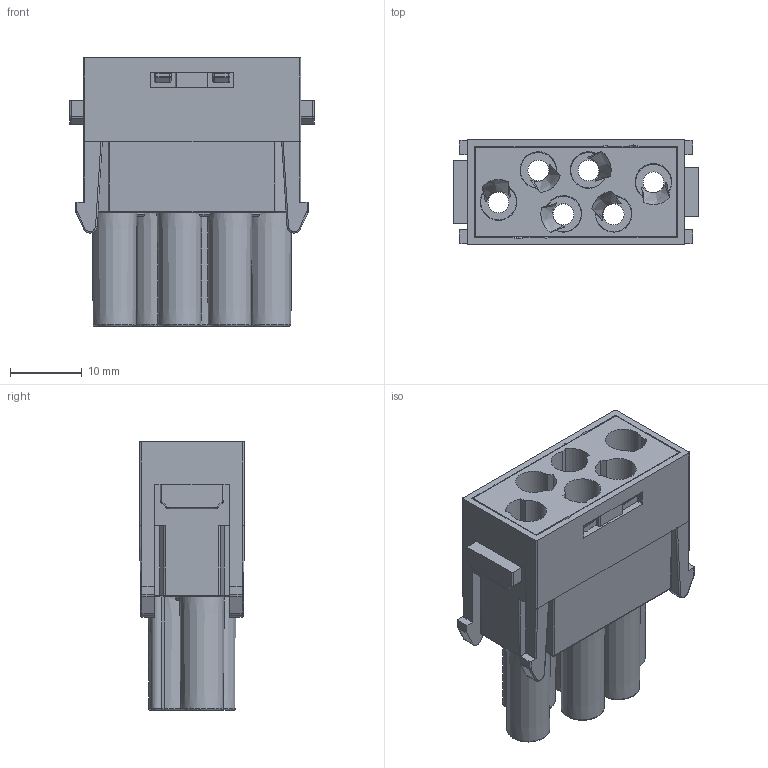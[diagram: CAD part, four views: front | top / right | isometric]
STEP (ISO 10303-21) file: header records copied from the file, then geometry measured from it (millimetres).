
FILE_DESCRIPTION(/* description */ (''),/* implementation_level */ '2;1');
FILE_NAME(/* name */ 'HVME-006-FC.stp',/* time_stamp */ '2023-09-18T16:23:18+08:00',/* author */ (''),/* organization */ (''),/* preprocessor_version */ 'ST-DEVELOPER v16',/* originating_system */ 'SIEMENS PLM Software NX 10.0',/* authorisation */ '');
FILE_SCHEMA (('AUTOMOTIVE_DESIGN { 1 0 10303 214 3 1 1 1 }'));
Length unit declared in the file: millimetre
Products named in the file (1): Admi16F8F3C4yu9f
Bounding box: 34.1 x 14.6 x 37.4 mm (x, y, z)
Volume: 7088.2 mm3; surface area: 11665.8 mm2
Topology: 1 solids, 3 shells, 657 faces, 1792 edges, 1122 vertices
Faces by surface type: plane 251, cylinder 244, bspline 71, torus 40, cone 28, sphere 16, revolution 7
Full cylindrical faces by diameter (mm): 1.75 x2, 2.8 x4, 2.9 x6, 3.3 x4, 5 x6
Entity records: 25548 total; most frequent: CARTESIAN_POINT 9926, ORIENTED_EDGE 3406, DIRECTION 3070, EDGE_CURVE 1703, AXIS2_PLACEMENT_3D 1170, VERTEX_POINT 1097, EDGE_LOOP 728, LINE 723
